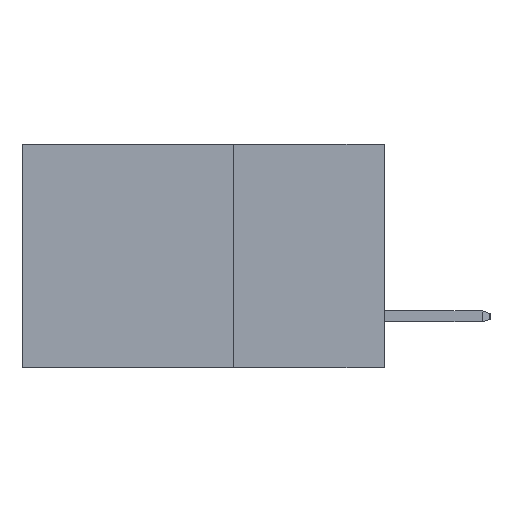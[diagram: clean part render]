
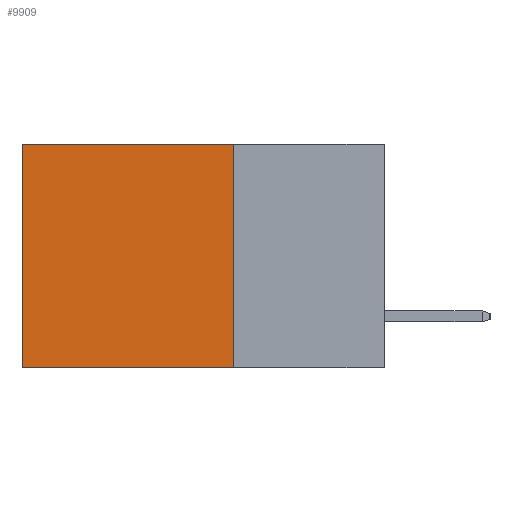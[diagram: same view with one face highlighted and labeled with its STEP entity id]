
A CAD part, left-side view. The second image highlights one B-rep face of the part: STEP entity #9909.
In plain terms, the highlighted planar face has unit normal (-1, 0, 0).
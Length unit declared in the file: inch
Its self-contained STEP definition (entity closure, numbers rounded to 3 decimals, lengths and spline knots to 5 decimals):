
#599 = CARTESIAN_POINT ( 'NONE',  ( 0.2615, 0.6, -0.37 ) ) ;
#2049 = AXIS2_PLACEMENT_3D ( 'NONE', #12329, #13592, #5757 ) ;
#2429 = DIRECTION ( 'NONE',  ( 0., 0., -1. ) ) ;
#2509 = VECTOR ( 'NONE', #2429, 39.37008 ) ;
#2850 = DIRECTION ( 'NONE',  ( 0., 1., 0. ) ) ;
#2881 = CARTESIAN_POINT ( 'NONE',  ( 0.2615, 0.6, 0. ) ) ;
#2978 = CARTESIAN_POINT ( 'NONE',  ( 0.2615, 0.25, 0. ) ) ;
#3054 = PLANE ( 'NONE',  #2049 ) ;
#3236 = VECTOR ( 'NONE', #6009, 39.37008 ) ;
#3414 = ORIENTED_EDGE ( 'NONE', *, *, #9778, .F. ) ;
#3604 = LINE ( 'NONE', #2978, #10650 ) ;
#4038 = VERTEX_POINT ( 'NONE', #16184 ) ;
#4674 = EDGE_CURVE ( 'NONE', #15604, #12362, #3604, .T. ) ;
#5757 = DIRECTION ( 'NONE',  ( 0., 0., -1. ) ) ;
#6009 = DIRECTION ( 'NONE',  ( 0., 0., -1. ) ) ;
#6496 = EDGE_LOOP ( 'NONE', ( #15361, #3414, #10522, #11042 ) ) ;
#6538 = LINE ( 'NONE', #15857, #9207 ) ;
#7162 = FACE_OUTER_BOUND ( 'NONE', #6496, .T. ) ;
#8150 = DIRECTION ( 'NONE',  ( 0., 1., 0. ) ) ;
#9207 = VECTOR ( 'NONE', #8150, 39.37008 ) ;
#9778 = EDGE_CURVE ( 'NONE', #11071, #4038, #6538, .T. ) ;
#9909 = ADVANCED_FACE ( 'NONE', ( #7162 ), #3054, .F. ) ;
#10392 = CARTESIAN_POINT ( 'NONE',  ( 0.2615, 0.25, -0.37 ) ) ;
#10522 = ORIENTED_EDGE ( 'NONE', *, *, #10804, .F. ) ;
#10650 = VECTOR ( 'NONE', #2850, 39.37008 ) ;
#10804 = EDGE_CURVE ( 'NONE', #15604, #11071, #12666, .T. ) ;
#10826 = CARTESIAN_POINT ( 'NONE',  ( 0.2615, 0.25, 0. ) ) ;
#11023 = CARTESIAN_POINT ( 'NONE',  ( 0.2615, 0.25, -0.37 ) ) ;
#11042 = ORIENTED_EDGE ( 'NONE', *, *, #4674, .T. ) ;
#11071 = VERTEX_POINT ( 'NONE', #11023 ) ;
#11874 = EDGE_CURVE ( 'NONE', #12362, #4038, #13734, .T. ) ;
#12329 = CARTESIAN_POINT ( 'NONE',  ( 0.2615, 0.25, -0.37 ) ) ;
#12362 = VERTEX_POINT ( 'NONE', #2881 ) ;
#12666 = LINE ( 'NONE', #10392, #2509 ) ;
#13592 = DIRECTION ( 'NONE',  ( 1., 0., 0. ) ) ;
#13734 = LINE ( 'NONE', #599, #3236 ) ;
#15361 = ORIENTED_EDGE ( 'NONE', *, *, #11874, .T. ) ;
#15604 = VERTEX_POINT ( 'NONE', #10826 ) ;
#15857 = CARTESIAN_POINT ( 'NONE',  ( 0.2615, 0.25, -0.37 ) ) ;
#16184 = CARTESIAN_POINT ( 'NONE',  ( 0.2615, 0.6, -0.37 ) ) ;
